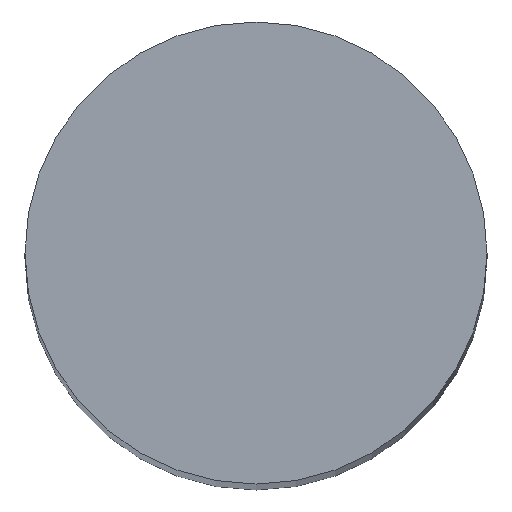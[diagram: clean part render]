
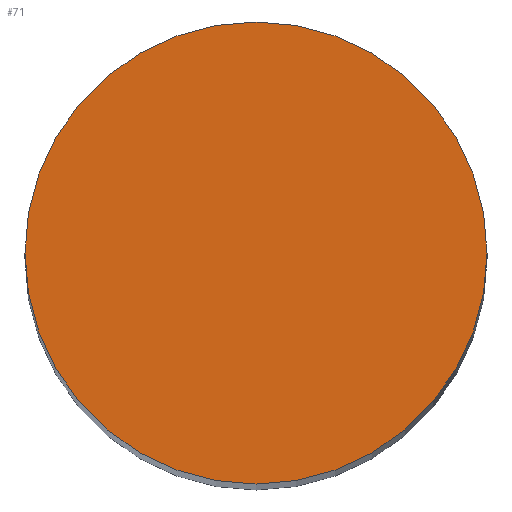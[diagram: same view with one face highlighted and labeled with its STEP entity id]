
A CAD part, top view. The second image highlights one B-rep face of the part: STEP entity #71.
In plain terms, the highlighted planar face has unit normal (0, 0, 1).
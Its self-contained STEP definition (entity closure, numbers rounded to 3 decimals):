
#44=EDGE_CURVE('240[2]',#101,#101,#102,.T.);
#71=ADVANCED_FACE('240[2]',(#142),#143,.T.);
#101=VERTEX_POINT('',#167);
#102=CIRCLE('',#168,9.5);
#142=FACE_OUTER_BOUND('',#282,.T.);
#143=PLANE('',#283);
#167=CARTESIAN_POINT('',(0.,9.5,140.0));
#168=AXIS2_PLACEMENT_3D('',#366,#367,#368);
#282=EDGE_LOOP('',(#408));
#283=AXIS2_PLACEMENT_3D('',#409,#410,#411);
#366=CARTESIAN_POINT('',(0.,0.,140.0));
#367=DIRECTION('',(0.,0.,-1.0));
#368=DIRECTION('',(0.,1.0,0.));
#408=ORIENTED_EDGE('',*,*,#44,.F.);
#409=CARTESIAN_POINT('',(0.,4.75,140.0));
#410=DIRECTION('',(0.,0.,1.0));
#411=DIRECTION('',(1.0,0.,0.0));
